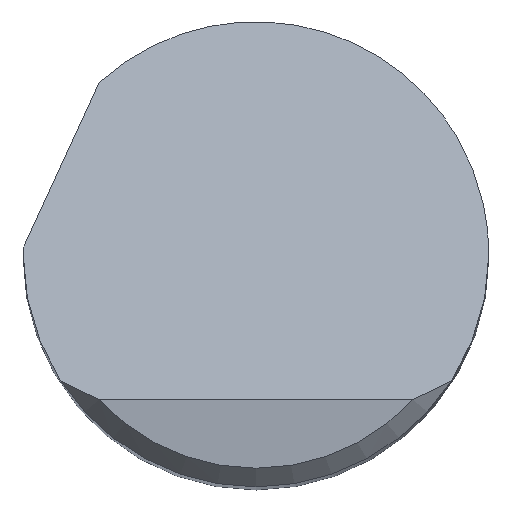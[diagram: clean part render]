
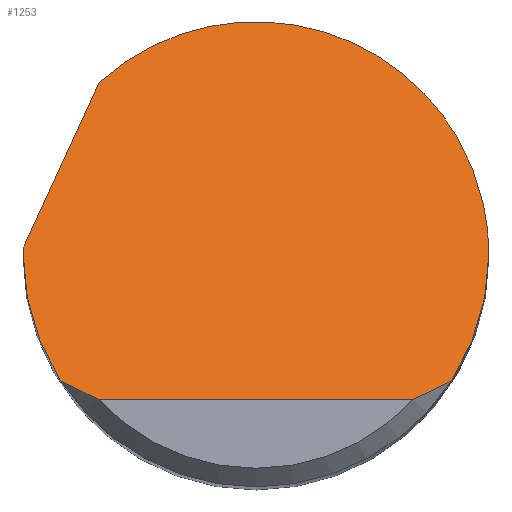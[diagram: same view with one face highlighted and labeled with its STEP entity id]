
A CAD part, top view. The second image highlights one B-rep face of the part: STEP entity #1253.
In plain terms, the highlighted planar face has unit normal (0, 0.707, 0.707).
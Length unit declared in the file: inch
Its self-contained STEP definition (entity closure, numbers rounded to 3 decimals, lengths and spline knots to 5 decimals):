
#20 = CARTESIAN_POINT ( 'NONE',  ( 0.17704, -0.0718, 3.9543 ) ) ;
#52 = CARTESIAN_POINT ( 'NONE',  ( -0.18743, 0.005, 3.8775 ) ) ;
#64 = ORIENTED_EDGE ( 'NONE', *, *, #1405, .T. ) ;
#99 = CARTESIAN_POINT ( 'NONE',  ( 0.12629, -0.1175, 4. ) ) ;
#118 = ORIENTED_EDGE ( 'NONE', *, *, #943, .F. ) ;
#205 = ORIENTED_EDGE ( 'NONE', *, *, #621, .F. ) ;
#210 = CARTESIAN_POINT ( 'NONE',  ( -0.157, -0.1025, 3.985 ) ) ;
#218 = FACE_OUTER_BOUND ( 'NONE', #300, .T. ) ;
#222 = EDGE_CURVE ( 'NONE', #474, #1117, #509, .T. ) ;
#224 = ORIENTED_EDGE ( 'NONE', *, *, #441, .F. ) ;
#237 = CARTESIAN_POINT ( 'NONE',  ( 0.14711, -0.10785, 3.99035 ) ) ;
#264 = CARTESIAN_POINT ( 'NONE',  ( 0.1875, 0., 3.8825 ) ) ;
#268 = VERTEX_POINT ( 'NONE', #1430 ) ;
#297 = DIRECTION ( 'NONE',  ( 0.308, 0.673, -0.673 ) ) ;
#300 = EDGE_LOOP ( 'NONE', ( #1592, #64, #118, #224, #1352, #1625, #205, #1400 ) ) ;
#317 = CARTESIAN_POINT ( 'NONE',  ( 0.12629, -0.1175, 4. ) ) ;
#333 = LINE ( 'NONE', #1072, #951 ) ;
#390 = CARTESIAN_POINT ( 'NONE',  ( -0.12625, 0.13863, 3.74387 ) ) ;
#405 = CARTESIAN_POINT ( 'NONE',  ( 0.1875, 0.18969, 3.69281 ) ) ;
#414 = CARTESIAN_POINT ( 'NONE',  ( -0.157, -0.1025, 3.985 ) ) ;
#441 = EDGE_CURVE ( 'NONE', #913, #1032, #1507, .T. ) ;
#448 = CARTESIAN_POINT ( 'NONE',  ( -0.1875, 0.00167, 3.88083 ) ) ;
#454 = CARTESIAN_POINT ( 'NONE',  ( -0.18743, 0.005, 3.8775 ) ) ;
#455 = CARTESIAN_POINT ( 'NONE',  ( 0.1875, 0., 3.8825 ) ) ;
#474 = VERTEX_POINT ( 'NONE', #1570 ) ;
#478 = PLANE ( 'NONE',  #971 ) ;
#502 = DIRECTION ( 'NONE',  ( 0., -0.707, -0.707 ) ) ;
#509 = LINE ( 'NONE', #1404, #1190 ) ;
#559 = CARTESIAN_POINT ( 'NONE',  ( -0.17704, -0.0718, 3.9543 ) ) ;
#579 = VERTEX_POINT ( 'NONE', #454 ) ;
#606 = CARTESIAN_POINT ( 'NONE',  ( 0.157, -0.1025, 3.985 ) ) ;
#607 = EDGE_CURVE ( 'NONE', #579, #913, #333, .T. ) ;
#613 =( BOUNDED_CURVE ( )  B_SPLINE_CURVE ( 3, ( #264, #1165, #20, #777 ),
 .UNSPECIFIED., .F., .F. ) 
 B_SPLINE_CURVE_WITH_KNOTS ( ( 4, 4 ),
 ( 1.5708, 2.14917 ),
 .UNSPECIFIED. ) 
 CURVE ( )  GEOMETRIC_REPRESENTATION_ITEM ( )  RATIONAL_B_SPLINE_CURVE ( ( 1., 0.972, 0.972, 1. ) ) 
 REPRESENTATION_ITEM ( '' )  );
#614 = EDGE_CURVE ( 'NONE', #268, #579, #1112, .T. ) ;
#621 = EDGE_CURVE ( 'NONE', #961, #268, #714, .T. ) ;
#714 =( BOUNDED_CURVE ( )  B_SPLINE_CURVE ( 3, ( #1349, #559, #831, #1336 ),
 .UNSPECIFIED., .F., .F. ) 
 B_SPLINE_CURVE_WITH_KNOTS ( ( 4, 4 ),
 ( 4.13401, 4.71239 ),
 .UNSPECIFIED. ) 
 CURVE ( )  GEOMETRIC_REPRESENTATION_ITEM ( )  RATIONAL_B_SPLINE_CURVE ( ( 1., 0.972, 0.972, 1. ) ) 
 REPRESENTATION_ITEM ( '' )  );
#724 = CARTESIAN_POINT ( 'NONE',  ( -0.14711, -0.10785, 3.99035 ) ) ;
#777 = CARTESIAN_POINT ( 'NONE',  ( 0.157, -0.1025, 3.985 ) ) ;
#831 = CARTESIAN_POINT ( 'NONE',  ( -0.1875, -0.03666, 3.91916 ) ) ;
#845 = CARTESIAN_POINT ( 'NONE',  ( -0.1875, 0., 3.8825 ) ) ;
#876 = CARTESIAN_POINT ( 'NONE',  ( -0.1369, -0.11288, 3.99538 ) ) ;
#891 = CARTESIAN_POINT ( 'NONE',  ( -0.1875, -0.1175, 4. ) ) ;
#909 = DIRECTION ( 'NONE',  ( 1., 0., 0. ) ) ;
#913 = VERTEX_POINT ( 'NONE', #390 ) ;
#943 = EDGE_CURVE ( 'NONE', #1032, #1151, #613, .T. ) ;
#951 = VECTOR ( 'NONE', #297, 39.37008 ) ;
#961 = VERTEX_POINT ( 'NONE', #414 ) ;
#971 = AXIS2_PLACEMENT_3D ( 'NONE', #891, #502, #1238 ) ;
#973 = CARTESIAN_POINT ( 'NONE',  ( 0.157, -0.1025, 3.985 ) ) ;
#1032 = VERTEX_POINT ( 'NONE', #455 ) ;
#1072 = CARTESIAN_POINT ( 'NONE',  ( -0.23821, -0.10589, 3.98839 ) ) ;
#1088 = CARTESIAN_POINT ( 'NONE',  ( -0.18748, 0.00333, 3.87917 ) ) ;
#1112 =( BOUNDED_CURVE ( )  B_SPLINE_CURVE ( 3, ( #845, #448, #1088, #52 ),
 .UNSPECIFIED., .F., .F. ) 
 B_SPLINE_CURVE_WITH_KNOTS ( ( 4, 4 ),
 ( 4.71239, 4.73906 ),
 .UNSPECIFIED. ) 
 CURVE ( )  GEOMETRIC_REPRESENTATION_ITEM ( )  RATIONAL_B_SPLINE_CURVE ( ( 1., 1., 1., 1. ) ) 
 REPRESENTATION_ITEM ( '' )  );
#1117 = VERTEX_POINT ( 'NONE', #317 ) ;
#1151 = VERTEX_POINT ( 'NONE', #973 ) ;
#1164 = CARTESIAN_POINT ( 'NONE',  ( -0.12625, 0.13863, 3.74387 ) ) ;
#1165 = CARTESIAN_POINT ( 'NONE',  ( 0.1875, -0.03666, 3.91916 ) ) ;
#1190 = VECTOR ( 'NONE', #909, 39.37008 ) ;
#1206 = EDGE_CURVE ( 'NONE', #961, #474, #1325, .T. ) ;
#1221 = CARTESIAN_POINT ( 'NONE',  ( 0.1875, 0., 3.8825 ) ) ;
#1238 = DIRECTION ( 'NONE',  ( 0., 0.707, -0.707 ) ) ;
#1253 = ADVANCED_FACE ( 'NONE', ( #218 ), #478, .F. ) ;
#1325 = B_SPLINE_CURVE_WITH_KNOTS ( 'NONE', 3,
 ( #210, #724, #876, #1613 ),
 .UNSPECIFIED., .F., .F.,
 ( 4, 4 ),
 ( 0., 0.00095 ),
 .UNSPECIFIED. ) ;
#1336 = CARTESIAN_POINT ( 'NONE',  ( -0.1875, 0., 3.8825 ) ) ;
#1349 = CARTESIAN_POINT ( 'NONE',  ( -0.157, -0.1025, 3.985 ) ) ;
#1352 = ORIENTED_EDGE ( 'NONE', *, *, #607, .F. ) ;
#1400 = ORIENTED_EDGE ( 'NONE', *, *, #1206, .T. ) ;
#1404 = CARTESIAN_POINT ( 'NONE',  ( 0., -0.1175, 4. ) ) ;
#1405 = EDGE_CURVE ( 'NONE', #1117, #1151, #1438, .T. ) ;
#1430 = CARTESIAN_POINT ( 'NONE',  ( -0.1875, 0., 3.8825 ) ) ;
#1438 = B_SPLINE_CURVE_WITH_KNOTS ( 'NONE', 3,
 ( #99, #1621, #237, #606 ),
 .UNSPECIFIED., .F., .F.,
 ( 4, 4 ),
 ( 0., 0.00095 ),
 .UNSPECIFIED. ) ;
#1507 =( BOUNDED_CURVE ( )  B_SPLINE_CURVE ( 3, ( #1164, #1545, #405, #1221 ),
 .UNSPECIFIED., .F., .F. ) 
 B_SPLINE_CURVE_WITH_KNOTS ( ( 4, 4 ),
 ( 5.54449, 7.85398 ),
 .UNSPECIFIED. ) 
 CURVE ( )  GEOMETRIC_REPRESENTATION_ITEM ( )  RATIONAL_B_SPLINE_CURVE ( ( 1., 0.603, 0.603, 1. ) ) 
 REPRESENTATION_ITEM ( '' )  );
#1545 = CARTESIAN_POINT ( 'NONE',  ( 0.014, 0.26635, 3.61615 ) ) ;
#1570 = CARTESIAN_POINT ( 'NONE',  ( -0.12629, -0.1175, 4. ) ) ;
#1592 = ORIENTED_EDGE ( 'NONE', *, *, #222, .T. ) ;
#1613 = CARTESIAN_POINT ( 'NONE',  ( -0.12629, -0.1175, 4. ) ) ;
#1621 = CARTESIAN_POINT ( 'NONE',  ( 0.1369, -0.11288, 3.99538 ) ) ;
#1625 = ORIENTED_EDGE ( 'NONE', *, *, #614, .F. ) ;
